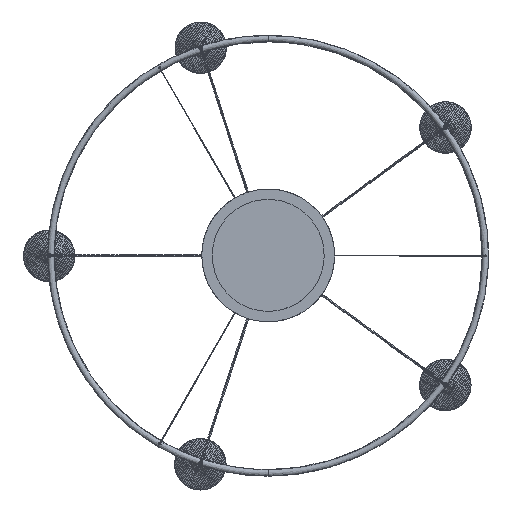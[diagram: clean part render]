
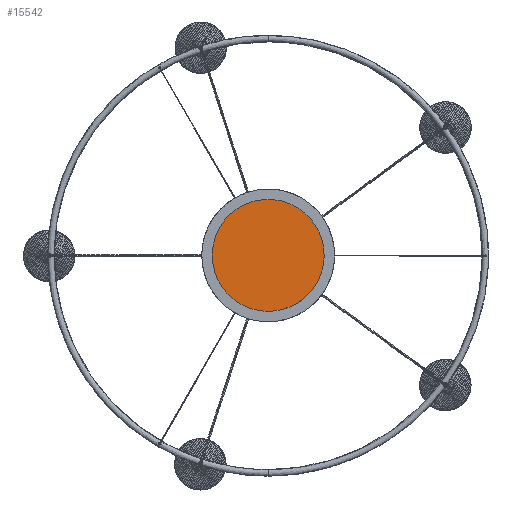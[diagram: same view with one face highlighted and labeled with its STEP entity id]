
A CAD part, top view. The second image highlights one B-rep face of the part: STEP entity #15542.
In plain terms, the highlighted planar face has unit normal (0, 0, 1).
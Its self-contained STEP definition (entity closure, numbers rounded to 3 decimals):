
#15542=ADVANCED_FACE('',(#16733),#31102,.T.);
#16733=FACE_OUTER_BOUND('',#17955,.T.);
#17955=EDGE_LOOP('',(#22781,#22782));
#22781=ORIENTED_EDGE('',*,*,#26431,.F.);
#22782=ORIENTED_EDGE('',*,*,#26325,.F.);
#26325=EDGE_CURVE('',#30726,#30796,#28550,.T.);
#26431=EDGE_CURVE('',#30796,#30726,#28591,.T.);
#28550=(
BOUNDED_CURVE()
B_SPLINE_CURVE(2,(#171197,#171198,#171199,#171200,#171201),
 .UNSPECIFIED.,.F.,.F.)
B_SPLINE_CURVE_WITH_KNOTS((3,2,3),(0.,199.962,399.925),
 .UNSPECIFIED.)
CURVE()
GEOMETRIC_REPRESENTATION_ITEM()
RATIONAL_B_SPLINE_CURVE((1.,0.707,1.,0.707,1.))
REPRESENTATION_ITEM('')
);
#28591=(
BOUNDED_CURVE()
B_SPLINE_CURVE(2,(#171520,#171521,#171522,#171523,#171524),
 .UNSPECIFIED.,.F.,.F.)
B_SPLINE_CURVE_WITH_KNOTS((3,2,3),(399.925,599.887,799.85),
 .UNSPECIFIED.)
CURVE()
GEOMETRIC_REPRESENTATION_ITEM()
RATIONAL_B_SPLINE_CURVE((1.,0.707,1.,0.707,1.))
REPRESENTATION_ITEM('')
);
#30726=VERTEX_POINT('',#171121);
#30796=VERTEX_POINT('',#171191);
#31102=PLANE('',#32138);
#32138=AXIS2_PLACEMENT_3D('',#170993,#32510,$);
#32510=DIRECTION('',(0.,0.,1.));
#170993=CARTESIAN_POINT('',(-200.418,102.338,490.3));
#171121=CARTESIAN_POINT('',(-63.551,110.3,490.3));
#171191=CARTESIAN_POINT('',(63.559,-110.299,490.3));
#171197=CARTESIAN_POINT('',(-63.551,110.3,490.3));
#171198=CARTESIAN_POINT('',(46.748,173.856,490.3));
#171199=CARTESIAN_POINT('',(110.304,63.556,490.3));
#171200=CARTESIAN_POINT('',(173.859,-46.744,490.3));
#171201=CARTESIAN_POINT('',(63.559,-110.299,490.3));
#171520=CARTESIAN_POINT('',(63.559,-110.299,490.3));
#171521=CARTESIAN_POINT('',(-46.741,-173.854,490.3));
#171522=CARTESIAN_POINT('',(-110.296,-63.555,490.3));
#171523=CARTESIAN_POINT('',(-173.851,46.745,490.3));
#171524=CARTESIAN_POINT('',(-63.551,110.3,490.3));
